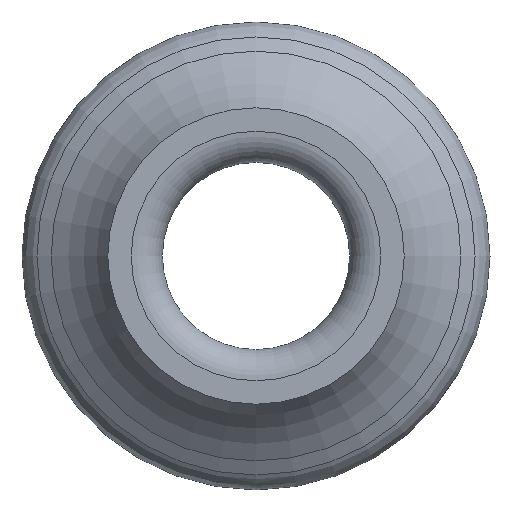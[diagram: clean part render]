
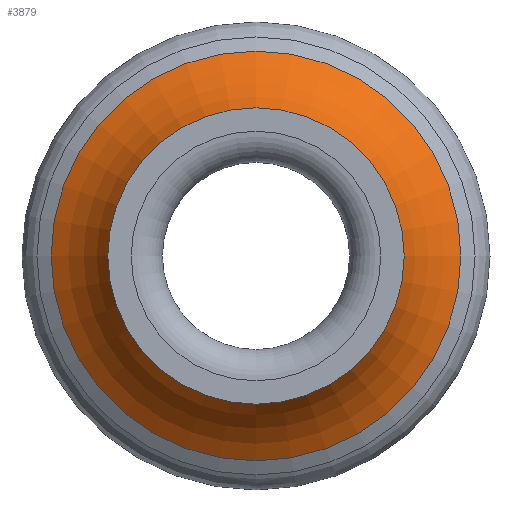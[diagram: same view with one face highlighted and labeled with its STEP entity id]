
A CAD part, front view. The second image highlights one B-rep face of the part: STEP entity #3879.
In plain terms, the highlighted toroidal (fillet/blend) face has major radius 18.339 mm and minor radius 10 mm.
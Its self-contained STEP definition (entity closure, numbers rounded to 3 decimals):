
#21=TOROIDAL_SURFACE('',#4201,18.339,10.);
#307=CIRCLE('',#4198,13.134);
#309=CIRCLE('',#4202,10.);
#310=CIRCLE('',#4203,9.5);
#489=FACE_OUTER_BOUND('',#701,.T.);
#701=EDGE_LOOP('',(#3180,#3181,#3182,#3183));
#1800=VERTEX_POINT('',#7143);
#1802=VERTEX_POINT('',#7151);
#2319=EDGE_CURVE('',#1800,#1800,#307,.T.);
#2322=EDGE_CURVE('',#1800,#1802,#309,.T.);
#2323=EDGE_CURVE('',#1802,#1802,#310,.T.);
#3180=ORIENTED_EDGE('',*,*,#2319,.T.);
#3181=ORIENTED_EDGE('',*,*,#2322,.T.);
#3182=ORIENTED_EDGE('',*,*,#2323,.T.);
#3183=ORIENTED_EDGE('',*,*,#2322,.F.);
#3879=ADVANCED_FACE('',(#489),#21,.F.);
#4198=AXIS2_PLACEMENT_3D('',#7145,#5052,#5053);
#4201=AXIS2_PLACEMENT_3D('',#7150,#5059,#5060);
#4202=AXIS2_PLACEMENT_3D('',#7152,#5061,#5062);
#4203=AXIS2_PLACEMENT_3D('',#7153,#5063,#5064);
#5052=DIRECTION('center_axis',(0.,-1.,0.));
#5053=DIRECTION('ref_axis',(0.,0.,
1.));
#5059=DIRECTION('center_axis',(0.,-1.,0.));
#5060=DIRECTION('ref_axis',(0.,0.,
1.));
#5061=DIRECTION('center_axis',(1.,0.,0.));
#5062=DIRECTION('ref_axis',(0.,0.,-1.));
#5063=DIRECTION('center_axis',(0.,1.,0.));
#5064=DIRECTION('ref_axis',(1.,0.,0.));
#7143=CARTESIAN_POINT('',(0.,8.362,-13.134));
#7145=CARTESIAN_POINT('Origin',(0.,8.362,0.));
#7150=CARTESIAN_POINT('Origin',(0.,-0.176,0.));
#7151=CARTESIAN_POINT('',(0.,4.5,-9.5));
#7152=CARTESIAN_POINT('Origin',(0.,-0.176,-18.339));
#7153=CARTESIAN_POINT('Origin',(0.,4.5,0.));
